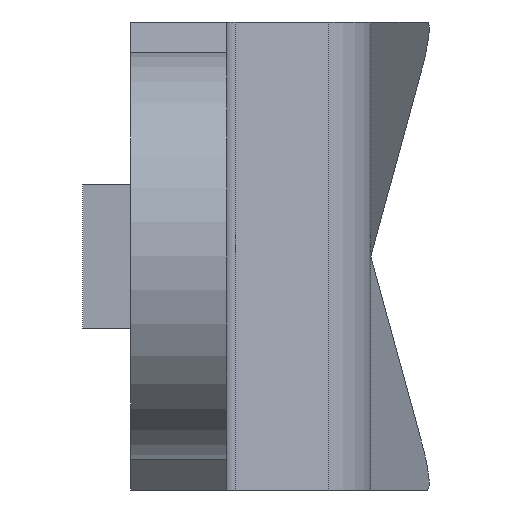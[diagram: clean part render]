
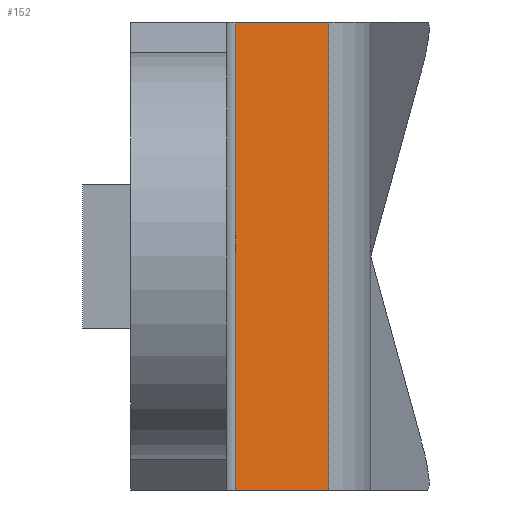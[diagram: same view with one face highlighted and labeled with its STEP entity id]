
A CAD part, left-side view. The second image highlights one B-rep face of the part: STEP entity #152.
In plain terms, the highlighted planar face has unit normal (-0.759, -0.651, 0).
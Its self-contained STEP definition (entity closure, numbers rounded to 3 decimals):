
#152 = ADVANCED_FACE( '', ( #301 ), #302, .F. );
#301 = FACE_OUTER_BOUND( '', #442, .T. );
#302 = PLANE( '', #443 );
#442 = EDGE_LOOP( '', ( #782, #783, #784, #785 ) );
#443 = AXIS2_PLACEMENT_3D( '', #786, #787, #788 );
#782 = ORIENTED_EDGE( '', *, *, #992, .T. );
#783 = ORIENTED_EDGE( '', *, *, #858, .T. );
#784 = ORIENTED_EDGE( '', *, *, #972, .F. );
#785 = ORIENTED_EDGE( '', *, *, #877, .T. );
#786 = CARTESIAN_POINT( '', ( 14.86, -0.349, 10. ) );
#787 = DIRECTION( '', ( 0.759, 0.651, 0. ) );
#788 = DIRECTION( '', ( -0.651, 0.759, 0. ) );
#858 = EDGE_CURVE( '', #1012, #1010, #1013, .T. );
#877 = EDGE_CURVE( '', #1047, #1045, #1048, .T. );
#972 = EDGE_CURVE( '', #1047, #1010, #1193, .T. );
#992 = EDGE_CURVE( '', #1045, #1012, #1215, .T. );
#1010 = VERTEX_POINT( '', #1235 );
#1012 = VERTEX_POINT( '', #1237 );
#1013 = LINE( '', #1238, #1239 );
#1045 = VERTEX_POINT( '', #1280 );
#1047 = VERTEX_POINT( '', #1282 );
#1048 = LINE( '', #1283, #1284 );
#1193 = LINE( '', #1488, #1489 );
#1215 = LINE( '', #1521, #1522 );
#1235 = CARTESIAN_POINT( '', ( 18.206, -4.254, -9.75 ) );
#1237 = CARTESIAN_POINT( '', ( 14.86, -0.349, -9.75 ) );
#1238 = CARTESIAN_POINT( '', ( 14.86, -0.349, -9.75 ) );
#1239 = VECTOR( '', #1544, 1000. );
#1280 = CARTESIAN_POINT( '', ( 14.86, -0.349, 9.75 ) );
#1282 = CARTESIAN_POINT( '', ( 18.206, -4.254, 9.75 ) );
#1283 = CARTESIAN_POINT( '', ( 14.86, -0.349, 9.75 ) );
#1284 = VECTOR( '', #1575, 1000. );
#1488 = CARTESIAN_POINT( '', ( 18.206, -4.254, 10. ) );
#1489 = VECTOR( '', #1677, 1000. );
#1521 = CARTESIAN_POINT( '', ( 14.86, -0.349, 10. ) );
#1522 = VECTOR( '', #1691, 1000. );
#1544 = DIRECTION( '', ( 0.651, -0.759, 0. ) );
#1575 = DIRECTION( '', ( -0.651, 0.759, 0. ) );
#1677 = DIRECTION( '', ( 0., 0., -1. ) );
#1691 = DIRECTION( '', ( 0., 0., -1. ) );
